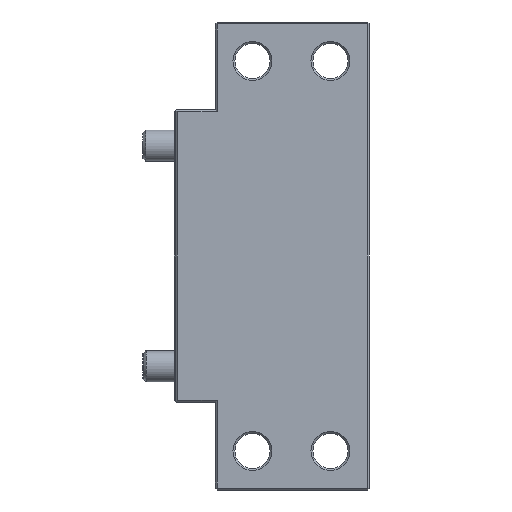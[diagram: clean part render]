
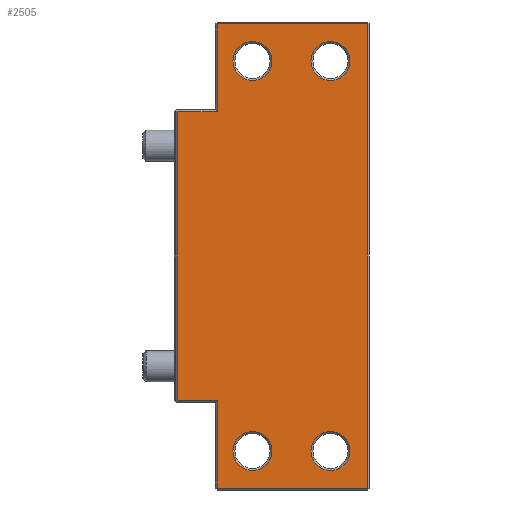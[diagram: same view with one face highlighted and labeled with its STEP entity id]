
A CAD part, front view. The second image highlights one B-rep face of the part: STEP entity #2505.
In plain terms, the highlighted planar face has unit normal (0, -1, 0).
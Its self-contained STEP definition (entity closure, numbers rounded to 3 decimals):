
#122=LINE('',#3910,#324);
#127=LINE('',#3920,#329);
#128=LINE('',#3922,#330);
#129=LINE('',#3924,#331);
#130=LINE('',#3926,#332);
#131=LINE('',#3928,#333);
#132=LINE('',#3930,#334);
#133=LINE('',#3931,#335);
#324=VECTOR('',#3131,10.);
#329=VECTOR('',#3138,10.);
#330=VECTOR('',#3139,10.);
#331=VECTOR('',#3140,10.);
#332=VECTOR('',#3141,10.);
#333=VECTOR('',#3142,10.);
#334=VECTOR('',#3143,10.);
#335=VECTOR('',#3144,10.);
#510=FACE_BOUND('',#723,.T.);
#511=FACE_BOUND('',#724,.T.);
#512=FACE_BOUND('',#725,.T.);
#513=FACE_BOUND('',#726,.T.);
#576=FACE_OUTER_BOUND('',#722,.T.);
#722=EDGE_LOOP('',(#1777,#1778,#1779,#1780,#1781,#1782,#1783,#1784));
#723=EDGE_LOOP('',(#1785));
#724=EDGE_LOOP('',(#1786));
#725=EDGE_LOOP('',(#1787));
#726=EDGE_LOOP('',(#1788));
#890=CIRCLE('',#2721,5.);
#891=CIRCLE('',#2722,5.);
#892=CIRCLE('',#2723,5.);
#893=CIRCLE('',#2724,5.);
#1047=VERTEX_POINT('',#3907);
#1048=VERTEX_POINT('',#3909);
#1052=VERTEX_POINT('',#3919);
#1053=VERTEX_POINT('',#3921);
#1054=VERTEX_POINT('',#3923);
#1055=VERTEX_POINT('',#3925);
#1056=VERTEX_POINT('',#3927);
#1057=VERTEX_POINT('',#3929);
#1058=VERTEX_POINT('',#3932);
#1059=VERTEX_POINT('',#3934);
#1060=VERTEX_POINT('',#3936);
#1061=VERTEX_POINT('',#3938);
#1308=EDGE_CURVE('',#1047,#1048,#122,.T.);
#1313=EDGE_CURVE('',#1052,#1047,#127,.T.);
#1314=EDGE_CURVE('',#1053,#1052,#128,.T.);
#1315=EDGE_CURVE('',#1054,#1053,#129,.T.);
#1316=EDGE_CURVE('',#1055,#1054,#130,.T.);
#1317=EDGE_CURVE('',#1056,#1055,#131,.T.);
#1318=EDGE_CURVE('',#1057,#1056,#132,.T.);
#1319=EDGE_CURVE('',#1048,#1057,#133,.T.);
#1320=EDGE_CURVE('',#1058,#1058,#890,.T.);
#1321=EDGE_CURVE('',#1059,#1059,#891,.T.);
#1322=EDGE_CURVE('',#1060,#1060,#892,.T.);
#1323=EDGE_CURVE('',#1061,#1061,#893,.T.);
#1777=ORIENTED_EDGE('',*,*,#1308,.F.);
#1778=ORIENTED_EDGE('',*,*,#1313,.F.);
#1779=ORIENTED_EDGE('',*,*,#1314,.F.);
#1780=ORIENTED_EDGE('',*,*,#1315,.F.);
#1781=ORIENTED_EDGE('',*,*,#1316,.F.);
#1782=ORIENTED_EDGE('',*,*,#1317,.F.);
#1783=ORIENTED_EDGE('',*,*,#1318,.F.);
#1784=ORIENTED_EDGE('',*,*,#1319,.F.);
#1785=ORIENTED_EDGE('',*,*,#1320,.F.);
#1786=ORIENTED_EDGE('',*,*,#1321,.F.);
#1787=ORIENTED_EDGE('',*,*,#1322,.F.);
#1788=ORIENTED_EDGE('',*,*,#1323,.F.);
#2262=PLANE('',#2720);
#2505=ADVANCED_FACE('',(#576,#510,#511,#512,#513),#2262,.T.);
#2720=AXIS2_PLACEMENT_3D('',#3918,#3136,#3137);
#2721=AXIS2_PLACEMENT_3D('',#3933,#3145,#3146);
#2722=AXIS2_PLACEMENT_3D('',#3935,#3147,#3148);
#2723=AXIS2_PLACEMENT_3D('',#3937,#3149,#3150);
#2724=AXIS2_PLACEMENT_3D('',#3939,#3151,#3152);
#3131=DIRECTION('',(0.,0.,1.));
#3136=DIRECTION('center_axis',(0.,-1.,0.));
#3137=DIRECTION('ref_axis',(1.,0.,0.));
#3138=DIRECTION('',(-1.,0.,0.));
#3139=DIRECTION('',(0.,0.,1.));
#3140=DIRECTION('',(-1.,0.,0.));
#3141=DIRECTION('',(0.,0.,-1.));
#3142=DIRECTION('',(1.,0.,0.));
#3143=DIRECTION('',(0.,0.,1.));
#3144=DIRECTION('',(1.,0.,0.));
#3145=DIRECTION('center_axis',(0.,-1.,0.));
#3146=DIRECTION('ref_axis',(1.,0.,0.));
#3147=DIRECTION('center_axis',(0.,-1.,0.));
#3148=DIRECTION('ref_axis',(1.,0.,0.));
#3149=DIRECTION('center_axis',(0.,-1.,0.));
#3150=DIRECTION('ref_axis',(1.,0.,0.));
#3151=DIRECTION('center_axis',(0.,-1.,0.));
#3152=DIRECTION('ref_axis',(1.,0.,0.));
#3907=CARTESIAN_POINT('',(0.75,0.,23.));
#3909=CARTESIAN_POINT('',(0.75,0.,97.));
#3910=CARTESIAN_POINT('',(0.75,0.,48.75));
#3918=CARTESIAN_POINT('Origin',(0.,0.,0.));
#3919=CARTESIAN_POINT('',(11.,0.,23.));
#3920=CARTESIAN_POINT('',(5.,0.,23.));
#3921=CARTESIAN_POINT('',(11.,0.,0.5));
#3922=CARTESIAN_POINT('',(11.,0.,0.));
#3923=CARTESIAN_POINT('',(49.5,0.,0.5));
#3924=CARTESIAN_POINT('',(6.568,0.,0.5));
#3925=CARTESIAN_POINT('',(49.5,0.,119.5));
#3926=CARTESIAN_POINT('',(49.5,0.,0.));
#3927=CARTESIAN_POINT('',(11.,0.,119.5));
#3928=CARTESIAN_POINT('',(6.568,0.,119.5));
#3929=CARTESIAN_POINT('',(11.,0.,97.));
#3930=CARTESIAN_POINT('',(11.,0.,48.75));
#3931=CARTESIAN_POINT('',(0.,0.,97.));
#3932=CARTESIAN_POINT('',(35.,0.,10.));
#3933=CARTESIAN_POINT('Origin',(40.,0.,10.));
#3934=CARTESIAN_POINT('',(35.,0.,110.));
#3935=CARTESIAN_POINT('Origin',(40.,0.,110.));
#3936=CARTESIAN_POINT('',(15.,0.,110.));
#3937=CARTESIAN_POINT('Origin',(20.,0.,110.));
#3938=CARTESIAN_POINT('',(15.,0.,10.));
#3939=CARTESIAN_POINT('Origin',(20.,0.,10.));
